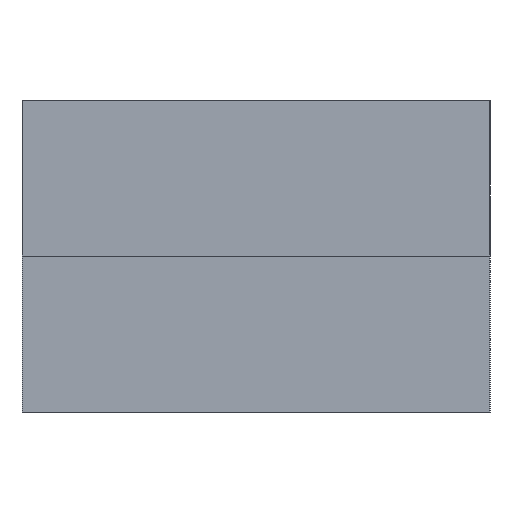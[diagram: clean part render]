
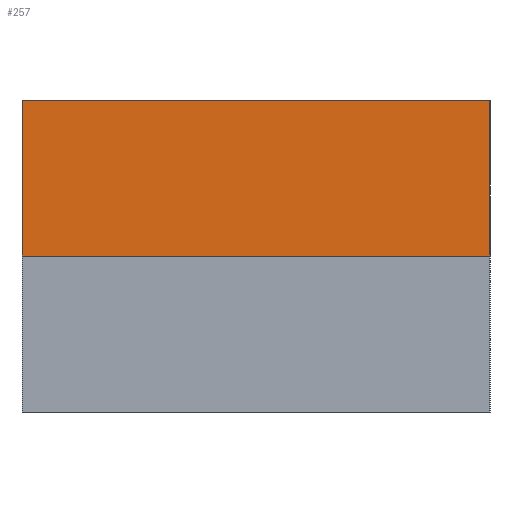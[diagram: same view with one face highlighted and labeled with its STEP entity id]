
A CAD part, left-side view. The second image highlights one B-rep face of the part: STEP entity #257.
In plain terms, the highlighted planar face has unit normal (-1, 0, 0).
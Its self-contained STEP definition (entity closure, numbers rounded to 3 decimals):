
#4 = CARTESIAN_POINT ( 'NONE',  ( -2., 5., 2. ) ) ;
#9 = CARTESIAN_POINT ( 'NONE',  ( -2., 5., 4. ) ) ;
#21 = LINE ( 'NONE', #4, #189 ) ;
#34 = DIRECTION ( 'NONE',  ( 0., 0., -1. ) ) ;
#35 = VECTOR ( 'NONE', #100, 1000. ) ;
#40 = DIRECTION ( 'NONE',  ( 1., 0., 0. ) ) ;
#42 = CARTESIAN_POINT ( 'NONE',  ( -2., 5., 4. ) ) ;
#52 = PLANE ( 'NONE',  #358 ) ;
#77 = CARTESIAN_POINT ( 'NONE',  ( -2., 5., 2. ) ) ;
#100 = DIRECTION ( 'NONE',  ( 0., 0., -1. ) ) ;
#112 = DIRECTION ( 'NONE',  ( 0., -1., 0. ) ) ;
#116 = EDGE_LOOP ( 'NONE', ( #184, #420, #419, #421 ) ) ;
#163 = CARTESIAN_POINT ( 'NONE',  ( -2., 5., 4. ) ) ;
#166 = DIRECTION ( 'NONE',  ( 0., -1., 0. ) ) ;
#168 = CARTESIAN_POINT ( 'NONE',  ( -2., 5., 4. ) ) ;
#174 = CARTESIAN_POINT ( 'NONE',  ( -2., -1., 4. ) ) ;
#184 = ORIENTED_EDGE ( 'NONE', *, *, #353, .T. ) ;
#185 = LINE ( 'NONE', #168, #187 ) ;
#186 = EDGE_CURVE ( 'NONE', #357, #247, #315, .T. ) ;
#187 = VECTOR ( 'NONE', #166, 1000. ) ;
#189 = VECTOR ( 'NONE', #112, 1000. ) ;
#209 = LINE ( 'NONE', #9, #35 ) ;
#241 = DIRECTION ( 'NONE',  ( 0., 0., -1. ) ) ;
#247 = VERTEX_POINT ( 'NONE', #312 ) ;
#256 = CARTESIAN_POINT ( 'NONE',  ( -2., -1., 4. ) ) ;
#257 = ADVANCED_FACE ( 'NONE', ( #291 ), #52, .F. ) ;
#291 = FACE_OUTER_BOUND ( 'NONE', #116, .T. ) ;
#302 = VECTOR ( 'NONE', #241, 1000. ) ;
#312 = CARTESIAN_POINT ( 'NONE',  ( -2., -1., 2. ) ) ;
#315 = LINE ( 'NONE', #256, #302 ) ;
#334 = EDGE_CURVE ( 'NONE', #411, #406, #209, .T. ) ;
#353 = EDGE_CURVE ( 'NONE', #406, #247, #21, .T. ) ;
#357 = VERTEX_POINT ( 'NONE', #174 ) ;
#358 = AXIS2_PLACEMENT_3D ( 'NONE', #42, #40, #34 ) ;
#368 = EDGE_CURVE ( 'NONE', #411, #357, #185, .T. ) ;
#406 = VERTEX_POINT ( 'NONE', #77 ) ;
#411 = VERTEX_POINT ( 'NONE', #163 ) ;
#419 = ORIENTED_EDGE ( 'NONE', *, *, #368, .F. ) ;
#420 = ORIENTED_EDGE ( 'NONE', *, *, #186, .F. ) ;
#421 = ORIENTED_EDGE ( 'NONE', *, *, #334, .T. ) ;
